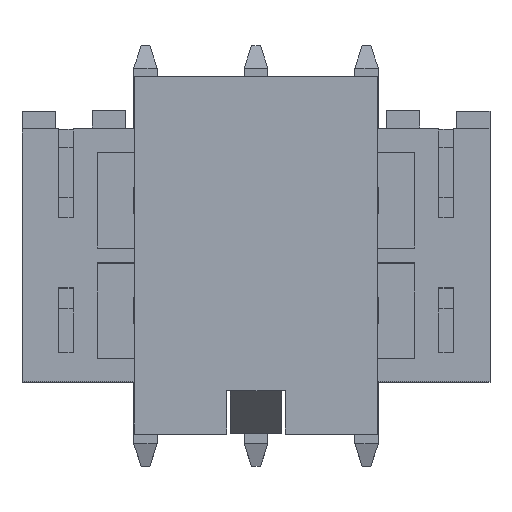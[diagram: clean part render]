
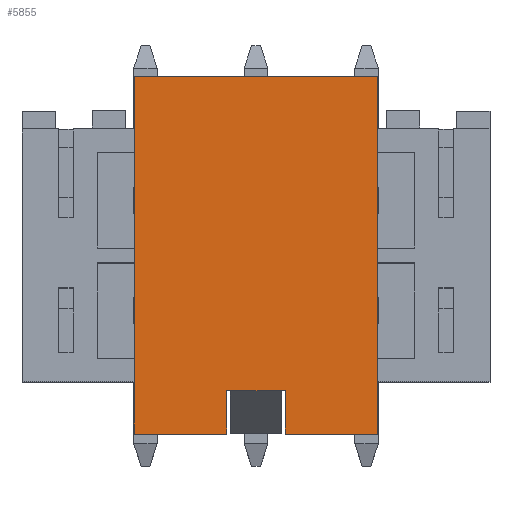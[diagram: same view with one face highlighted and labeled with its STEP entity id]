
A CAD part, top view. The second image highlights one B-rep face of the part: STEP entity #5855.
In plain terms, the highlighted planar face has unit normal (0, 0, 1).
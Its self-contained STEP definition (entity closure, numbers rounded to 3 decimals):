
#1553=ORIENTED_EDGE('',*,*,#2496,.F.);
#1554=ORIENTED_EDGE('',*,*,#2497,.T.);
#1555=ORIENTED_EDGE('',*,*,#2498,.T.);
#1556=ORIENTED_EDGE('',*,*,#2495,.T.);
#1557=ORIENTED_EDGE('',*,*,#2499,.T.);
#1558=ORIENTED_EDGE('',*,*,#2500,.F.);
#1559=ORIENTED_EDGE('',*,*,#2501,.F.);
#1560=ORIENTED_EDGE('',*,*,#2489,.T.);
#2489=EDGE_CURVE('',#3081,#3080,#3841,.T.);
#2495=EDGE_CURVE('',#3083,#3086,#3847,.T.);
#2496=EDGE_CURVE('',#3087,#3080,#3848,.T.);
#2497=EDGE_CURVE('',#3087,#3088,#3849,.T.);
#2498=EDGE_CURVE('',#3088,#3083,#3850,.T.);
#2499=EDGE_CURVE('',#3086,#3089,#3851,.T.);
#2500=EDGE_CURVE('',#3090,#3089,#3852,.T.);
#2501=EDGE_CURVE('',#3081,#3090,#3853,.T.);
#3080=VERTEX_POINT('',#9158);
#3081=VERTEX_POINT('',#9160);
#3083=VERTEX_POINT('',#9166);
#3086=VERTEX_POINT('',#9171);
#3087=VERTEX_POINT('',#9175);
#3088=VERTEX_POINT('',#9177);
#3089=VERTEX_POINT('',#9180);
#3090=VERTEX_POINT('',#9182);
#3841=LINE('',#9159,#4641);
#3847=LINE('',#9172,#4647);
#3848=LINE('',#9174,#4648);
#3849=LINE('',#9176,#4649);
#3850=LINE('',#9178,#4650);
#3851=LINE('',#9179,#4651);
#3852=LINE('',#9181,#4652);
#3853=LINE('',#9183,#4653);
#4641=VECTOR('',#7501,1000.);
#4647=VECTOR('',#7509,1000.);
#4648=VECTOR('',#7512,1000.);
#4649=VECTOR('',#7513,1000.);
#4650=VECTOR('',#7514,1000.);
#4651=VECTOR('',#7515,1000.);
#4652=VECTOR('',#7516,1000.);
#4653=VECTOR('',#7517,1000.);
#5006=EDGE_LOOP('',(#1553,#1554,#1555,#1556,#1557,#1558,#1559,#1560));
#5304=FACE_BOUND('',#5006,.T.);
#5573=PLANE('',#6218);
#5855=ADVANCED_FACE('',(#5304),#5573,.F.);
#6218=AXIS2_PLACEMENT_3D('',#9173,#7510,#7511);
#7501=DIRECTION('',(0.,1.,0.));
#7509=DIRECTION('',(0.,1.,0.));
#7510=DIRECTION('',(0.,0.,-1.));
#7511=DIRECTION('',(-1.,0.,0.));
#7512=DIRECTION('',(1.,0.,0.));
#7513=DIRECTION('',(0.,1.,0.));
#7514=DIRECTION('',(1.,0.,0.));
#7515=DIRECTION('',(-1.,0.,0.));
#7516=DIRECTION('',(0.,1.,0.));
#7517=DIRECTION('',(-1.,0.,0.));
#9158=CARTESIAN_POINT('',(4.85,-0.8,4.4));
#9159=CARTESIAN_POINT('',(4.85,-3.3,4.4));
#9160=CARTESIAN_POINT('',(4.85,-3.3,4.4));
#9166=CARTESIAN_POINT('',(4.85,0.8,4.4));
#9171=CARTESIAN_POINT('',(4.85,3.3,4.4));
#9172=CARTESIAN_POINT('',(4.85,-3.3,4.4));
#9173=CARTESIAN_POINT('',(4.85,-3.3,4.4));
#9174=CARTESIAN_POINT('',(3.68,-0.8,4.4));
#9175=CARTESIAN_POINT('',(3.68,-0.8,4.4));
#9176=CARTESIAN_POINT('',(3.68,-0.8,4.4));
#9177=CARTESIAN_POINT('',(3.68,0.8,4.4));
#9178=CARTESIAN_POINT('',(3.68,0.8,4.4));
#9179=CARTESIAN_POINT('',(4.85,3.3,4.4));
#9180=CARTESIAN_POINT('',(-4.85,3.3,4.4));
#9181=CARTESIAN_POINT('',(-4.85,-3.3,4.4));
#9182=CARTESIAN_POINT('',(-4.85,-3.3,4.4));
#9183=CARTESIAN_POINT('',(4.85,-3.3,4.4));
